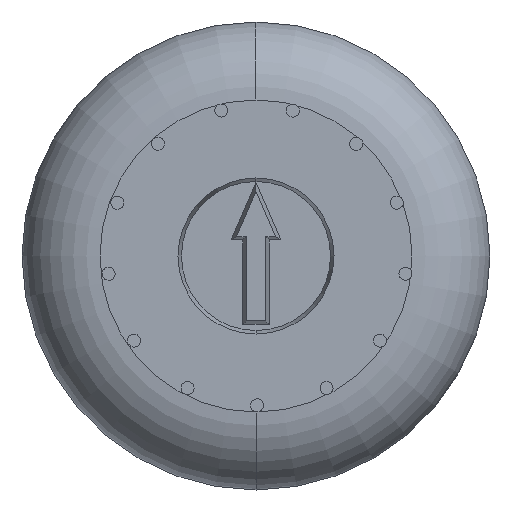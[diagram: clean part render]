
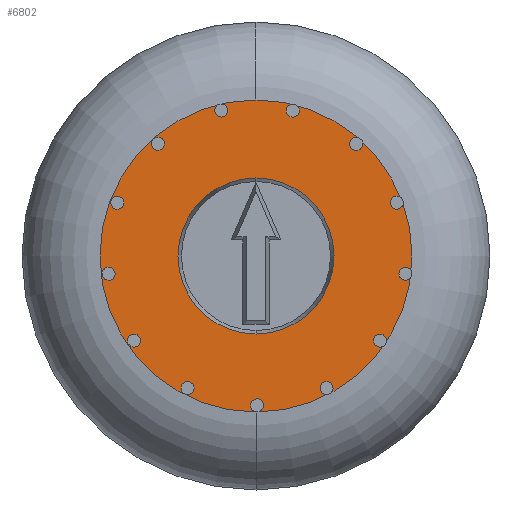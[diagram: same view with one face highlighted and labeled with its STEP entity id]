
A CAD part, front view. The second image highlights one B-rep face of the part: STEP entity #6802.
In plain terms, the highlighted planar face has unit normal (0, -1, 0).
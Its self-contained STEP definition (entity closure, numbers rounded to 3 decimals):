
#4395=PLANE('',#45972);
#4856=FACE_BOUND('',#11393,.T.);
#4857=FACE_BOUND('',#11394,.T.);
#6802=ADVANCED_FACE('',(#4856,#4857),#4395,.T.);
#11393=EDGE_LOOP('',(#32625,#32626));
#11394=EDGE_LOOP('',(#32627,#32628));
#32625=ORIENTED_EDGE('',*,*,#42300,.F.);
#32626=ORIENTED_EDGE('',*,*,#42245,.F.);
#32627=ORIENTED_EDGE('',*,*,#42273,.T.);
#32628=ORIENTED_EDGE('',*,*,#42298,.T.);
#36497=VERTEX_POINT('',#68625);
#36498=VERTEX_POINT('',#68627);
#36513=VERTEX_POINT('',#68691);
#36514=VERTEX_POINT('',#68693);
#42245=EDGE_CURVE('',#36497,#36498,#43165,.T.);
#42273=EDGE_CURVE('',#36514,#36513,#43188,.T.);
#42298=EDGE_CURVE('',#36513,#36514,#43191,.T.);
#42300=EDGE_CURVE('',#36498,#36497,#43193,.T.);
#43165=CIRCLE('',#45923,6.);
#43188=CIRCLE('',#45952,3.);
#43191=CIRCLE('',#45967,3.);
#43193=CIRCLE('',#45971,6.);
#45923=AXIS2_PLACEMENT_3D('',#68626,#56286,#56287);
#45952=AXIS2_PLACEMENT_3D('',#68692,#56349,#56350);
#45967=AXIS2_PLACEMENT_3D('',#68760,#56401,#56402);
#45971=AXIS2_PLACEMENT_3D('',#68764,#56409,#56410);
#45972=AXIS2_PLACEMENT_3D('',#68765,#56411,#56412);
#56286=DIRECTION('',(0.,1.,0.));
#56287=DIRECTION('',(0.,0.,1.));
#56349=DIRECTION('',(0.,1.,0.));
#56350=DIRECTION('',(0.,0.,-1.));
#56401=DIRECTION('',(0.,1.,0.));
#56402=DIRECTION('',(0.,0.,-1.));
#56409=DIRECTION('',(0.,1.,0.));
#56410=DIRECTION('',(0.,0.,1.));
#56411=DIRECTION('',(0.,-1.,0.));
#56412=DIRECTION('',(0.,0.,1.));
#68625=CARTESIAN_POINT('',(0.,-26.25,-6.));
#68626=CARTESIAN_POINT('',(0.,-26.25,0.));
#68627=CARTESIAN_POINT('',(0.,-26.25,6.));
#68691=CARTESIAN_POINT('',(0.,-26.25,3.));
#68692=CARTESIAN_POINT('',(0.,-26.25,0.));
#68693=CARTESIAN_POINT('',(0.,-26.25,-3.));
#68760=CARTESIAN_POINT('',(0.,-26.25,0.));
#68764=CARTESIAN_POINT('',(0.,-26.25,0.));
#68765=CARTESIAN_POINT('',(0.,-26.25,0.));
